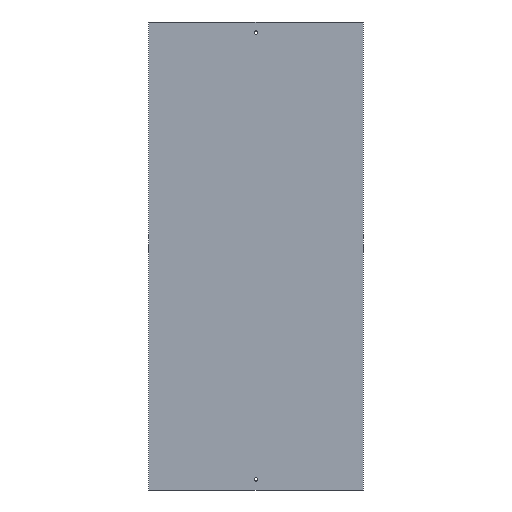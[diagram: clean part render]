
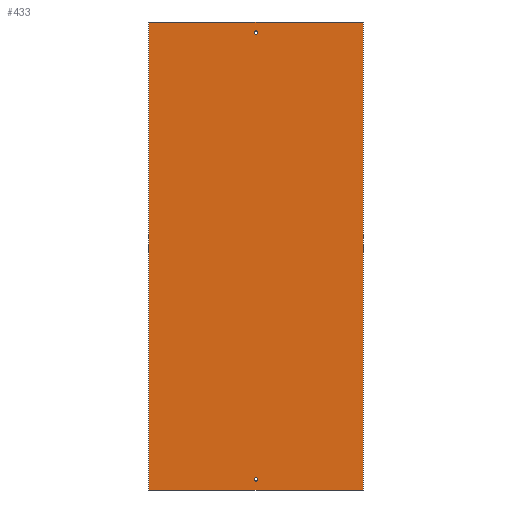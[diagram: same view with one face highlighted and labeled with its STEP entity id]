
A CAD part, front view. The second image highlights one B-rep face of the part: STEP entity #433.
In plain terms, the highlighted planar face has unit normal (0, -1, 0).
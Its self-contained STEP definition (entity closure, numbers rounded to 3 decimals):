
#9 = AXIS2_PLACEMENT_3D ( 'NONE', #425, #424, #380 ) ;
#11 = AXIS2_PLACEMENT_3D ( 'NONE', #373, #372, #370 ) ;
#13 = EDGE_CURVE ( 'NONE', #319, #318, #341, .T. ) ;
#27 = EDGE_CURVE ( 'NONE', #312, #316, #226, .T. ) ;
#29 = EDGE_CURVE ( 'NONE', #191, #191, #222, .T. ) ;
#35 = EDGE_CURVE ( 'NONE', #184, #184, #212, .T. ) ;
#36 = EDGE_CURVE ( 'NONE', #316, #318, #214, .T. ) ;
#37 = EDGE_CURVE ( 'NONE', #312, #319, #213, .T. ) ;
#64 = AXIS2_PLACEMENT_3D ( 'NONE', #126, #135, #120 ) ;
#95 = CARTESIAN_POINT ( 'NONE',  ( 0., 0., 17.5 ) ) ;
#96 = CARTESIAN_POINT ( 'NONE',  ( 0., 0., 647.5 ) ) ;
#120 = DIRECTION ( 'NONE',  ( 0., 0., 1. ) ) ;
#123 = PLANE ( 'NONE',  #64 ) ;
#126 = CARTESIAN_POINT ( 'NONE',  ( -151., 0., 660. ) ) ;
#129 = CARTESIAN_POINT ( 'NONE',  ( 151., 0., 660. ) ) ;
#133 = CARTESIAN_POINT ( 'NONE',  ( 151., 0., 0. ) ) ;
#135 = DIRECTION ( 'NONE',  ( 0., 1., 0. ) ) ;
#184 = VERTEX_POINT ( 'NONE', #95 ) ;
#191 = VERTEX_POINT ( 'NONE', #96 ) ;
#194 = FACE_BOUND ( 'NONE', #330, .T. ) ;
#196 = FACE_OUTER_BOUND ( 'NONE', #332, .T. ) ;
#197 = FACE_BOUND ( 'NONE', #320, .T. ) ;
#210 = VECTOR ( 'NONE', #378, 1000. ) ;
#211 = VECTOR ( 'NONE', #371, 1000. ) ;
#212 = CIRCLE ( 'NONE', #9, 2.5 ) ;
#213 = LINE ( 'NONE', #416, #211 ) ;
#214 = LINE ( 'NONE', #364, #210 ) ;
#222 = CIRCLE ( 'NONE', #11, 2.5 ) ;
#223 = VECTOR ( 'NONE', #384, 1000. ) ;
#226 = LINE ( 'NONE', #386, #223 ) ;
#251 = VECTOR ( 'NONE', #381, 1000. ) ;
#294 = ORIENTED_EDGE ( 'NONE', *, *, #37, .F. ) ;
#295 = ORIENTED_EDGE ( 'NONE', *, *, #13, .F. ) ;
#296 = ORIENTED_EDGE ( 'NONE', *, *, #35, .F. ) ;
#297 = ORIENTED_EDGE ( 'NONE', *, *, #36, .T. ) ;
#300 = ORIENTED_EDGE ( 'NONE', *, *, #29, .F. ) ;
#301 = ORIENTED_EDGE ( 'NONE', *, *, #27, .T. ) ;
#312 = VERTEX_POINT ( 'NONE', #357 ) ;
#316 = VERTEX_POINT ( 'NONE', #353 ) ;
#318 = VERTEX_POINT ( 'NONE', #133 ) ;
#319 = VERTEX_POINT ( 'NONE', #129 ) ;
#320 = EDGE_LOOP ( 'NONE', ( #300 ) ) ;
#330 = EDGE_LOOP ( 'NONE', ( #296 ) ) ;
#332 = EDGE_LOOP ( 'NONE', ( #297, #295, #294, #301 ) ) ;
#341 = LINE ( 'NONE', #379, #251 ) ;
#353 = CARTESIAN_POINT ( 'NONE',  ( -151., 0., 0. ) ) ;
#357 = CARTESIAN_POINT ( 'NONE',  ( -151., 0., 660. ) ) ;
#364 = CARTESIAN_POINT ( 'NONE',  ( -151., 0., 0. ) ) ;
#370 = DIRECTION ( 'NONE',  ( 0., 0., 1. ) ) ;
#371 = DIRECTION ( 'NONE',  ( 1., 0., 0. ) ) ;
#372 = DIRECTION ( 'NONE',  ( 0., -1., 0. ) ) ;
#373 = CARTESIAN_POINT ( 'NONE',  ( 0., 0., 645. ) ) ;
#378 = DIRECTION ( 'NONE',  ( 1., 0., 0. ) ) ;
#379 = CARTESIAN_POINT ( 'NONE',  ( 151., 0., 660. ) ) ;
#380 = DIRECTION ( 'NONE',  ( 0., 0., 1. ) ) ;
#381 = DIRECTION ( 'NONE',  ( 0., 0., -1. ) ) ;
#384 = DIRECTION ( 'NONE',  ( 0., 0., -1. ) ) ;
#386 = CARTESIAN_POINT ( 'NONE',  ( -151., 0., 660. ) ) ;
#416 = CARTESIAN_POINT ( 'NONE',  ( -151., 0., 660. ) ) ;
#424 = DIRECTION ( 'NONE',  ( 0., -1., 0. ) ) ;
#425 = CARTESIAN_POINT ( 'NONE',  ( 0., 0., 15. ) ) ;
#433 = ADVANCED_FACE ( 'NONE', ( #197, #194, #196 ), #123, .F. ) ;
